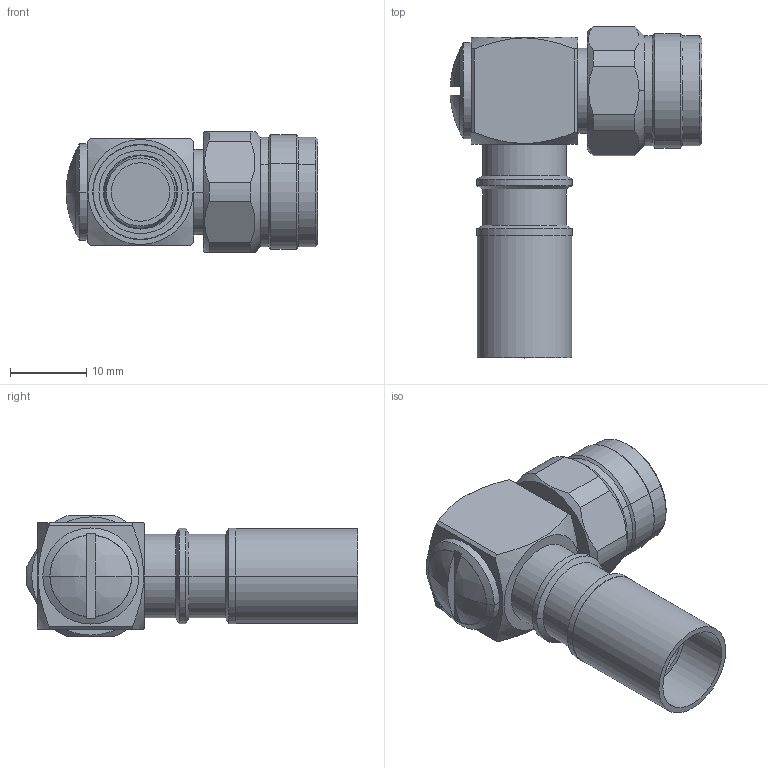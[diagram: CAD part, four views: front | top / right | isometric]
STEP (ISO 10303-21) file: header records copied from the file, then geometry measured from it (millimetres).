
FILE_DESCRIPTION (( 'STEP AP203' ), '1' );
FILE_NAME ('3190-2671(TC-400-TM-RA-D).STEP', '2019-02-27T05:03:49', ( '' ), ( '' ), 'SwSTEP 2.0', 'SolidWorks 2017', '' );
FILE_SCHEMA (( 'CONFIG_CONTROL_DESIGN' ));
Length unit declared in the file: millimetre
Products named in the file (1): 3190-2671(TC-400-TM-RA-D)
Bounding box: 33.01 x 43.49 x 15.8 mm (x, y, z)
Volume: 7361.2 mm3; surface area: 5010.1 mm2
Topology: 1 solids, 1 shells, 235 faces, 534 edges, 316 vertices
Faces by surface type: cylinder 85, cone 75, plane 57, bspline 12, sphere 6
Entity records: 6931 total; most frequent: CARTESIAN_POINT 1574, DIRECTION 1172, ORIENTED_EDGE 1068, EDGE_CURVE 534, AXIS2_PLACEMENT_3D 478, VERTEX_POINT 316, CIRCLE 254, EDGE_LOOP 250
